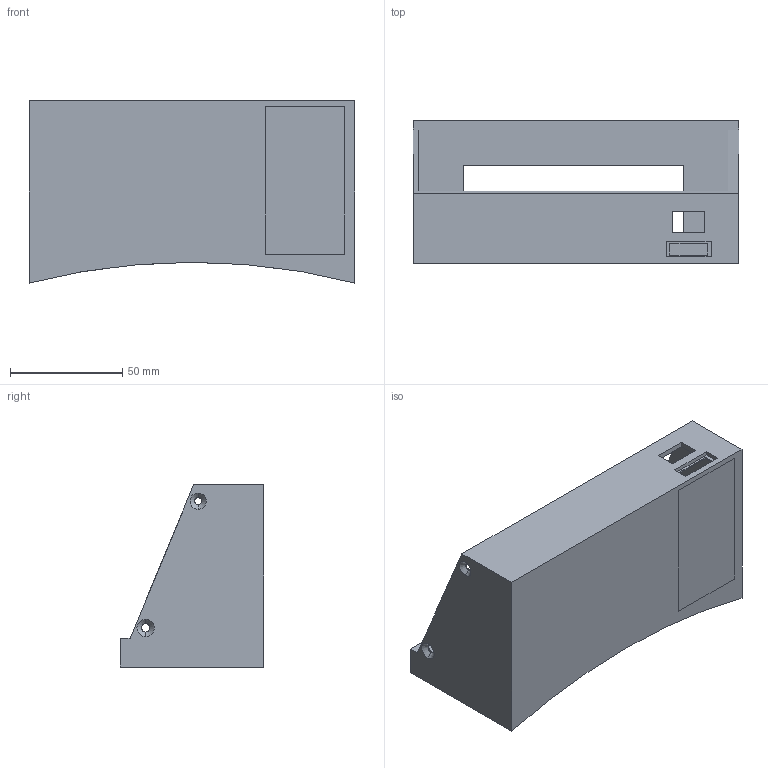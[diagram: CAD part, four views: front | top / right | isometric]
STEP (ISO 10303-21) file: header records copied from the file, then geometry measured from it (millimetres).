
FILE_DESCRIPTION (( 'STEP AP214' ), '1' );
FILE_NAME ('Box_Bottom.STEP', '2024-09-06T21:00:30', ( '' ), ( '' ), 'SwSTEP 2.0', 'SolidWorks 2024', '' );
FILE_SCHEMA (( 'AUTOMOTIVE_DESIGN' ));
Length unit declared in the file: millimetre
Products named in the file (1): Box_Bottom
Bounding box: 145.2 x 64 x 81.13 mm (x, y, z)
Volume: 96663 mm3; surface area: 58597.1 mm2
Topology: 2 solids, 2 shells, 67 faces, 178 edges, 116 vertices
Faces by surface type: plane 42, cylinder 17, cone 8
Entity records: 2152 total; most frequent: CARTESIAN_POINT 362, DIRECTION 358, ORIENTED_EDGE 356, EDGE_CURVE 178, LINE 134, VECTOR 134, VERTEX_POINT 116, AXIS2_PLACEMENT_3D 112
